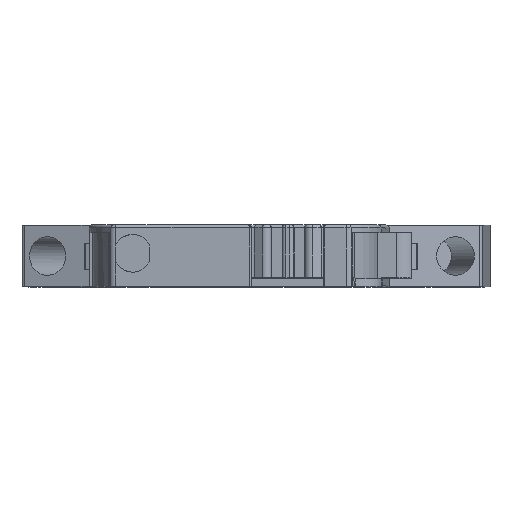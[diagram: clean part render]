
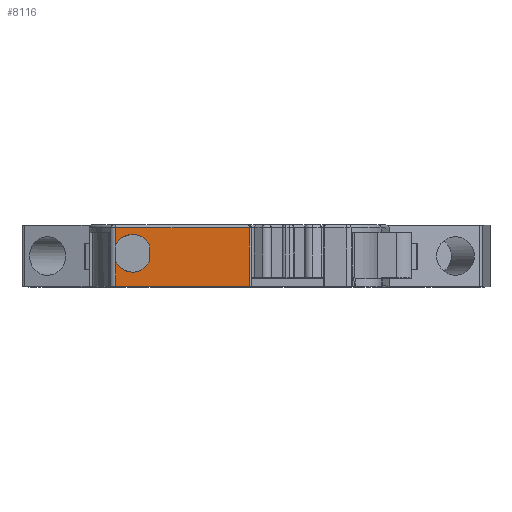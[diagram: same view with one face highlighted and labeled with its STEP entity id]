
A CAD part, top view. The second image highlights one B-rep face of the part: STEP entity #8116.
In plain terms, the highlighted planar face has unit normal (-0.08, 0, 0.997).
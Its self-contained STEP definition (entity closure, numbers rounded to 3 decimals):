
#457=LINE('',#12044,#1253);
#694=LINE('',#12959,#1490);
#695=LINE('',#12961,#1491);
#696=LINE('',#12965,#1492);
#697=LINE('',#12969,#1493);
#698=LINE('',#12971,#1494);
#1253=VECTOR('',#9527,1000.);
#1490=VECTOR('',#10258,1000.);
#1491=VECTOR('',#10259,1000.);
#1492=VECTOR('',#10262,1000.);
#1493=VECTOR('',#10265,1000.);
#1494=VECTOR('',#10266,1000.);
#2862=ORIENTED_EDGE('',*,*,#4619,.T.);
#2863=ORIENTED_EDGE('',*,*,#5000,.T.);
#2864=ORIENTED_EDGE('',*,*,#5001,.F.);
#2865=ORIENTED_EDGE('',*,*,#5002,.T.);
#2866=ORIENTED_EDGE('',*,*,#5003,.T.);
#2867=ORIENTED_EDGE('',*,*,#5004,.T.);
#2868=ORIENTED_EDGE('',*,*,#5005,.F.);
#2869=ORIENTED_EDGE('',*,*,#5006,.F.);
#4619=EDGE_CURVE('',#5824,#5823,#457,.T.);
#5000=EDGE_CURVE('',#5823,#6066,#694,.T.);
#5001=EDGE_CURVE('',#6067,#6066,#695,.T.);
#5002=EDGE_CURVE('',#6067,#6068,#6625,.T.);
#5003=EDGE_CURVE('',#6068,#6069,#696,.T.);
#5004=EDGE_CURVE('',#6069,#6070,#6626,.T.);
#5005=EDGE_CURVE('',#6071,#6070,#697,.T.);
#5006=EDGE_CURVE('',#5824,#6071,#698,.T.);
#5823=VERTEX_POINT('',#12043);
#5824=VERTEX_POINT('',#12045);
#6066=VERTEX_POINT('',#12960);
#6067=VERTEX_POINT('',#12962);
#6068=VERTEX_POINT('',#12964);
#6069=VERTEX_POINT('',#12966);
#6070=VERTEX_POINT('',#12968);
#6071=VERTEX_POINT('',#12970);
#6625=CIRCLE('',#8756,2.45);
#6626=CIRCLE('',#8757,2.45);
#6961=EDGE_LOOP('',(#2862,#2863,#2864,#2865,#2866,#2867,#2868,#2869));
#7431=FACE_BOUND('',#6961,.T.);
#7792=PLANE('',#8755);
#8116=ADVANCED_FACE('',(#7431),#7792,.F.);
#8755=AXIS2_PLACEMENT_3D('',#12958,#10256,#10257);
#8756=AXIS2_PLACEMENT_3D('',#12963,#10260,#10261);
#8757=AXIS2_PLACEMENT_3D('',#12967,#10263,#10264);
#9527=DIRECTION('',(0.,1.,0.));
#10256=DIRECTION('',(0.08,0.,-0.997));
#10257=DIRECTION('',(-0.997,0.,-0.08));
#10258=DIRECTION('',(-0.997,0.,-0.08));
#10259=DIRECTION('',(0.,1.,0.));
#10260=DIRECTION('',(0.08,0.,-0.997));
#10261=DIRECTION('',(0.997,0.,0.08));
#10262=DIRECTION('',(0.,-1.,0.));
#10263=DIRECTION('',(0.08,0.,-0.997));
#10264=DIRECTION('',(0.997,0.,0.08));
#10265=DIRECTION('',(0.,1.,0.));
#10266=DIRECTION('',(-0.997,0.,-0.08));
#12043=CARTESIAN_POINT('',(0.366,-0.4,45.308));
#12044=CARTESIAN_POINT('',(0.366,-8.,45.308));
#12045=CARTESIAN_POINT('',(0.366,-8.,45.308));
#12958=CARTESIAN_POINT('',(0.565,-8.,45.324));
#12959=CARTESIAN_POINT('',(0.565,-0.4,45.324));
#12960=CARTESIAN_POINT('',(-16.989,-0.4,43.916));
#12961=CARTESIAN_POINT('',(-16.989,-8.,43.916));
#12962=CARTESIAN_POINT('',(-16.989,-2.622,43.916));
#12963=CARTESIAN_POINT('',(-14.796,-3.7,44.092));
#12964=CARTESIAN_POINT('',(-12.603,-2.622,44.268));
#12965=CARTESIAN_POINT('',(-12.603,-4.778,44.268));
#12966=CARTESIAN_POINT('',(-12.603,-4.778,44.268));
#12967=CARTESIAN_POINT('',(-14.796,-3.7,44.092));
#12968=CARTESIAN_POINT('',(-16.989,-4.778,43.916));
#12969=CARTESIAN_POINT('',(-16.989,-8.,43.916));
#12970=CARTESIAN_POINT('',(-16.989,-8.,43.916));
#12971=CARTESIAN_POINT('',(0.565,-8.,45.324));
